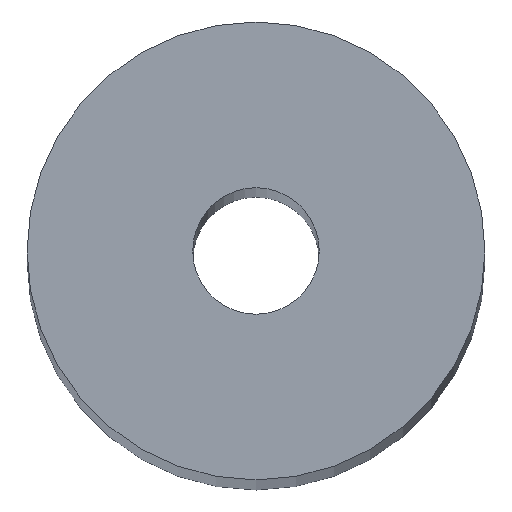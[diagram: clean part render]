
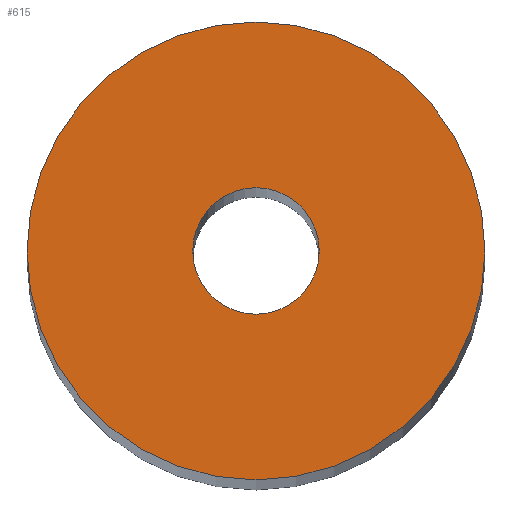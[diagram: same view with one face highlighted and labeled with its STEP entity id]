
A CAD part, top view. The second image highlights one B-rep face of the part: STEP entity #615.
In plain terms, the highlighted planar face has unit normal (0, 0, 1).
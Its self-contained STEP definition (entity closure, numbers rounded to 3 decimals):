
#341=VERTEX_POINT('NONE',#972);
#357=EDGE_CURVE('NONE',#341,#405,#989,.T.);
#405=VERTEX_POINT('NONE',#1044);
#573=EDGE_CURVE('NONE',#711,#661,#1229,.T.);
#615=ADVANCED_FACE('NONE',(#1274,#1275),#1276,.F.);
#661=VERTEX_POINT('NONE',#1330);
#711=VERTEX_POINT('NONE',#1384);
#819=EDGE_CURVE('NONE',#661,#711,#1507,.F.);
#821=EDGE_CURVE('NONE',#405,#341,#1509,.F.);
#972=CARTESIAN_POINT('',(-2.625,0.,240.0));
#989=CIRCLE('',#1695,2.625);
#1044=CARTESIAN_POINT('',(2.625,0.0,240.0));
#1229=CIRCLE('',#2213,9.5);
#1274=FACE_OUTER_BOUND('',#2318,.T.);
#1275=FACE_BOUND('',#2319,.T.);
#1276=PLANE('',#2320);
#1330=CARTESIAN_POINT('',(-9.5,0.,240.0));
#1384=CARTESIAN_POINT('',(9.5,0.,240.0));
#1507=CIRCLE('',#2800,9.5);
#1509=CIRCLE('',#2803,2.625);
#1695=AXIS2_PLACEMENT_3D('',#3011,#3012,#3013);
#2213=AXIS2_PLACEMENT_3D('',#3303,#3304,#3305);
#2318=EDGE_LOOP('',(#3353,#3354));
#2319=EDGE_LOOP('',(#3355,#3356));
#2320=AXIS2_PLACEMENT_3D('',#3357,#3358,#3359);
#2800=AXIS2_PLACEMENT_3D('',#3661,#3662,#3663);
#2803=AXIS2_PLACEMENT_3D('',#3664,#3665,#3666);
#3011=CARTESIAN_POINT('',(0.0,0.0,240.0));
#3012=DIRECTION('',(0.0,-0.0,1.0));
#3013=DIRECTION('',(1.0,0.0,0.0));
#3303=CARTESIAN_POINT('',(0.,0.,240.0));
#3304=DIRECTION('',(0.0,0.0,1.0));
#3305=DIRECTION('',(-1.0,0.,0.0));
#3353=ORIENTED_EDGE('',*,*,#819,.T.);
#3354=ORIENTED_EDGE('',*,*,#573,.T.);
#3355=ORIENTED_EDGE('',*,*,#821,.F.);
#3356=ORIENTED_EDGE('',*,*,#357,.F.);
#3357=CARTESIAN_POINT('',(0.0,0.,240.0));
#3358=DIRECTION('',(0.0,0.0,-1.0));
#3359=DIRECTION('',(0.0,1.0,0.0));
#3661=CARTESIAN_POINT('',(0.,0.,240.0));
#3662=DIRECTION('',(-0.0,0.0,-1.0));
#3663=DIRECTION('',(-1.0,0.,0.0));
#3664=CARTESIAN_POINT('',(0.0,0.0,240.0));
#3665=DIRECTION('',(0.0,0.0,-1.0));
#3666=DIRECTION('',(1.0,0.0,0.0));
